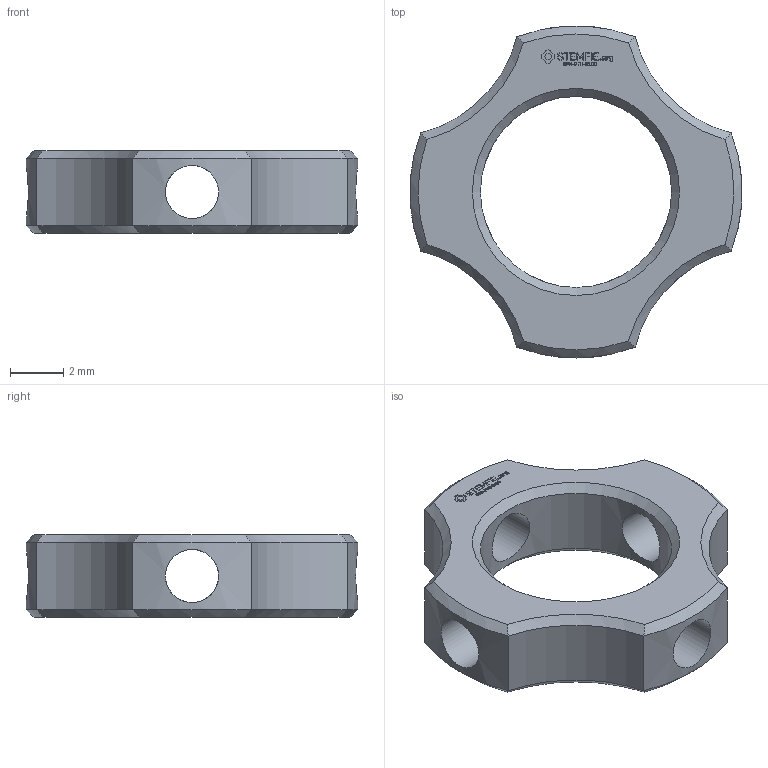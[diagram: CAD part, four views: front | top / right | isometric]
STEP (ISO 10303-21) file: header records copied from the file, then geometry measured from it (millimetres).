
FILE_DESCRIPTION(('FreeCAD Model'),'2;1');
FILE_NAME('Open CASCADE Shape Model','2024-02-18T17:32:57',(''),(''), 'Open CASCADE STEP processor 7.6','FreeCAD','Unknown');
FILE_SCHEMA(('AUTOMOTIVE_DESIGN { 1 0 10303 214 1 1 1 1 }'));
Length unit declared in the file: millimetre
Products named in the file (1): Power-Transmission Hub PLN IDX FRE BU00.25 - SPN-PTH-0100 
(stemfie.org)
Bounding box: 12.5 x 12.5 x 3.12 mm (x, y, z)
Volume: 163.2 mm3; surface area: 345.3 mm2
Topology: 1 solids, 1 shells, 477 faces, 1316 edges, 872 vertices
Faces by surface type: plane 308, extrusion 138, cone 18, cylinder 13
Full cylindrical faces by diameter (mm): 2 x4, 7.2 x1
Entity records: 33541 total; most frequent: CARTESIAN_POINT 8035, DIRECTION 4198, VECTOR 3396, LINE 3258, ORIENTED_EDGE 2632, PCURVE 2632, DEFINITIONAL_REPRESENTATION 2632, EDGE_CURVE 1316
